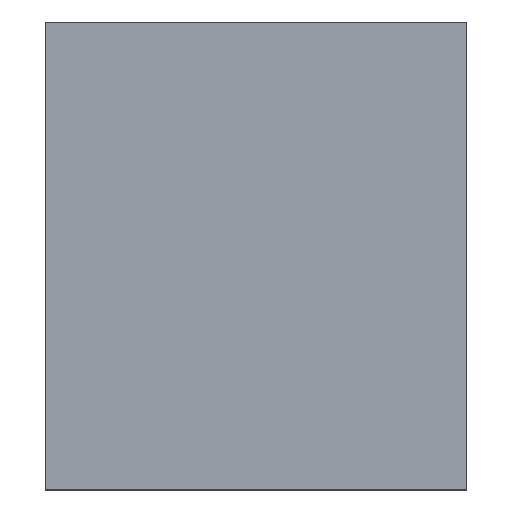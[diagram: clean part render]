
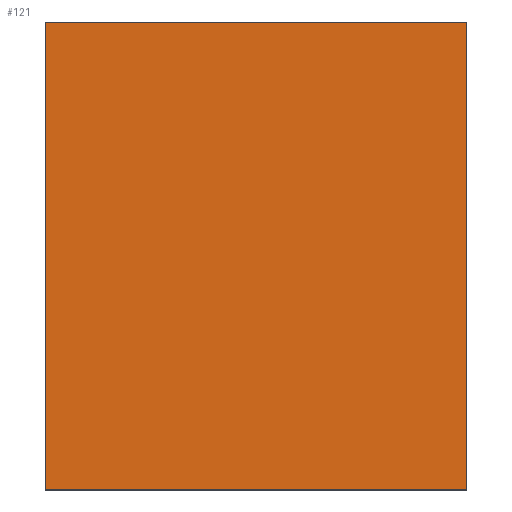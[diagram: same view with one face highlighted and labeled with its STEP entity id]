
A CAD part, top view. The second image highlights one B-rep face of the part: STEP entity #121.
In plain terms, the highlighted planar face has unit normal (0, 0, 1).
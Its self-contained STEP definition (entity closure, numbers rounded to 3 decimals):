
#6 = VERTEX_POINT ( 'NONE', #13 ) ;
#7 = AXIS2_PLACEMENT_3D ( 'NONE', #132, #25, #149 ) ;
#9 = FACE_OUTER_BOUND ( 'NONE', #192, .T. ) ;
#13 = CARTESIAN_POINT ( 'NONE',  ( 900., 0., 16.76 ) ) ;
#20 = LINE ( 'NONE', #78, #143 ) ;
#24 = VECTOR ( 'NONE', #82, 1000. ) ;
#25 = DIRECTION ( 'NONE',  ( 0., 0., -1. ) ) ;
#26 = LINE ( 'NONE', #98, #176 ) ;
#33 = ORIENTED_EDGE ( 'NONE', *, *, #45, .T. ) ;
#39 = PLANE ( 'NONE',  #7 ) ;
#45 = EDGE_CURVE ( 'NONE', #49, #77, #20, .T. ) ;
#47 = DIRECTION ( 'NONE',  ( 1., 0., 0. ) ) ;
#49 = VERTEX_POINT ( 'NONE', #162 ) ;
#62 = CARTESIAN_POINT ( 'NONE',  ( 0., 1000., 16.76 ) ) ;
#76 = EDGE_CURVE ( 'NONE', #147, #6, #163, .T. ) ;
#77 = VERTEX_POINT ( 'NONE', #62 ) ;
#78 = CARTESIAN_POINT ( 'NONE',  ( 0., 1000., 16.76 ) ) ;
#81 = DIRECTION ( 'NONE',  ( 0., 1., 0. ) ) ;
#82 = DIRECTION ( 'NONE',  ( 0., -1., 0. ) ) ;
#83 = CARTESIAN_POINT ( 'NONE',  ( 0., 0., 16.76 ) ) ;
#94 = ORIENTED_EDGE ( 'NONE', *, *, #174, .T. ) ;
#95 = LINE ( 'NONE', #165, #24 ) ;
#98 = CARTESIAN_POINT ( 'NONE',  ( 900., 0., 16.76 ) ) ;
#121 = ADVANCED_FACE ( 'NONE', ( #9 ), #39, .F. ) ;
#125 = ORIENTED_EDGE ( 'NONE', *, *, #76, .T. ) ;
#132 = CARTESIAN_POINT ( 'NONE',  ( 0., 0., 16.76 ) ) ;
#143 = VECTOR ( 'NONE', #194, 1000. ) ;
#147 = VERTEX_POINT ( 'NONE', #83 ) ;
#149 = DIRECTION ( 'NONE',  ( -1., 0., 0. ) ) ;
#158 = ORIENTED_EDGE ( 'NONE', *, *, #189, .T. ) ;
#162 = CARTESIAN_POINT ( 'NONE',  ( 900., 1000., 16.76 ) ) ;
#163 = LINE ( 'NONE', #177, #195 ) ;
#165 = CARTESIAN_POINT ( 'NONE',  ( 0., 0., 16.76 ) ) ;
#174 = EDGE_CURVE ( 'NONE', #77, #147, #95, .T. ) ;
#176 = VECTOR ( 'NONE', #81, 1000. ) ;
#177 = CARTESIAN_POINT ( 'NONE',  ( 0., 0., 16.76 ) ) ;
#189 = EDGE_CURVE ( 'NONE', #6, #49, #26, .T. ) ;
#192 = EDGE_LOOP ( 'NONE', ( #94, #125, #158, #33 ) ) ;
#194 = DIRECTION ( 'NONE',  ( -1., 0., 0. ) ) ;
#195 = VECTOR ( 'NONE', #47, 1000. ) ;
